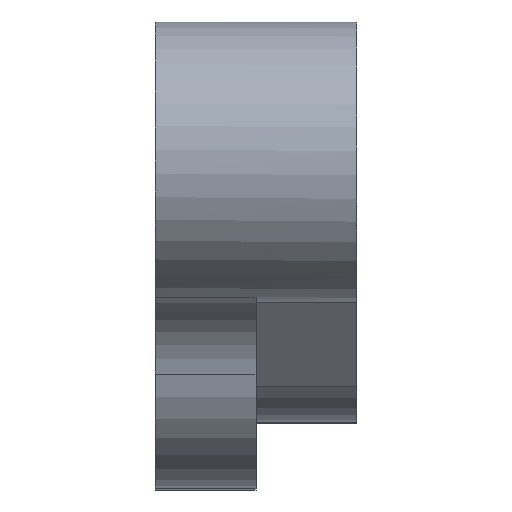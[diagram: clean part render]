
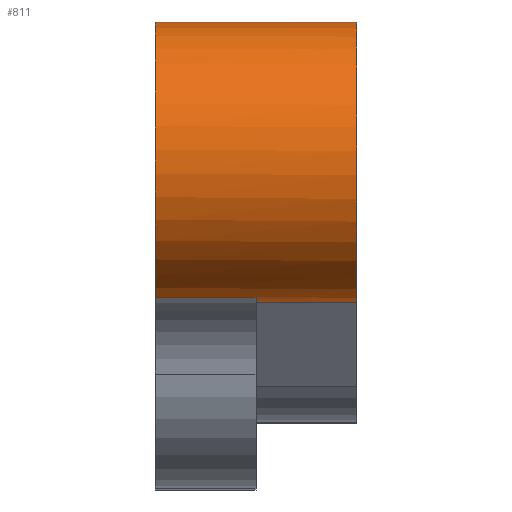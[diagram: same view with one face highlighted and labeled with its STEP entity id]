
A CAD part, top view. The second image highlights one B-rep face of the part: STEP entity #811.
In plain terms, the highlighted cylindrical face has radius 14 mm (diameter 28 mm), a partial arc.
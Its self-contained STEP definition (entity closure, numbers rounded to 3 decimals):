
#57=CARTESIAN_POINT('Line Origine',(5.,5.,109.62)) ;
#61=CARTESIAN_POINT('Vertex',(0.,5.,109.62)) ;
#63=CARTESIAN_POINT('Vertex',(10.,5.,109.62)) ;
#345=CARTESIAN_POINT('Vertex',(10.,4.463,107.017)) ;
#348=CARTESIAN_POINT('Axis2P3D Location',(10.,18.38,105.5)) ;
#610=CARTESIAN_POINT('Line Origine',(15.,4.463,107.017)) ;
#614=CARTESIAN_POINT('Vertex',(20.,4.463,107.017)) ;
#640=CARTESIAN_POINT('Vertex',(0.,30.208,98.009)) ;
#653=CARTESIAN_POINT('Axis2P3D Location',(0.,18.38,105.5)) ;
#734=CARTESIAN_POINT('Vertex',(20.,30.208,98.009)) ;
#737=CARTESIAN_POINT('Axis2P3D Location',(20.,18.38,105.5)) ;
#793=CARTESIAN_POINT('Axis2P3D Location',(5.,18.38,105.5)) ;
#798=CARTESIAN_POINT('Line Origine',(5.,30.208,98.009)) ;
#58=DIRECTION('Vector Direction',(1.,0.,0.)) ;
#349=DIRECTION('Axis2P3D Direction',(1.,0.,0.)) ;
#611=DIRECTION('Vector Direction',(1.,0.,0.)) ;
#654=DIRECTION('Axis2P3D Direction',(1.,0.,0.)) ;
#738=DIRECTION('Axis2P3D Direction',(1.,0.,0.)) ;
#794=DIRECTION('Axis2P3D Direction',(1.,0.,0.)) ;
#795=DIRECTION('Axis2P3D XDirection',(0.,0.845,-0.535)) ;
#799=DIRECTION('Vector Direction',(1.,0.,0.)) ;
#350=AXIS2_PLACEMENT_3D('Circle Axis2P3D',#348,#349,$) ;
#655=AXIS2_PLACEMENT_3D('Circle Axis2P3D',#653,#654,$) ;
#739=AXIS2_PLACEMENT_3D('Circle Axis2P3D',#737,#738,$) ;
#796=AXIS2_PLACEMENT_3D('Cylinder Axis2P3D',#793,#794,#795) ;
#804=ORIENTED_EDGE('',*,*,#802,.F.) ;
#805=ORIENTED_EDGE('',*,*,#657,.T.) ;
#806=ORIENTED_EDGE('',*,*,#65,.T.) ;
#807=ORIENTED_EDGE('',*,*,#352,.T.) ;
#808=ORIENTED_EDGE('',*,*,#616,.T.) ;
#809=ORIENTED_EDGE('',*,*,#741,.F.) ;
#59=VECTOR('Line Direction',#58,1.) ;
#612=VECTOR('Line Direction',#611,1.) ;
#800=VECTOR('Line Direction',#799,1.) ;
#811=ADVANCED_FACE('Part1.1',(#810),#797,.T.) ;
#351=CIRCLE('generated circle',#350,14.) ;
#656=CIRCLE('generated circle',#655,14.) ;
#740=CIRCLE('generated circle',#739,14.) ;
#797=CYLINDRICAL_SURFACE('generated cylinder',#796,14.) ;
#65=EDGE_CURVE('',#62,#64,#60,.T.) ;
#352=EDGE_CURVE('',#64,#346,#351,.T.) ;
#616=EDGE_CURVE('',#346,#615,#613,.T.) ;
#657=EDGE_CURVE('',#641,#62,#656,.T.) ;
#741=EDGE_CURVE('',#735,#615,#740,.T.) ;
#802=EDGE_CURVE('',#641,#735,#801,.T.) ;
#803=EDGE_LOOP('',(#804,#805,#806,#807,#808,#809)) ;
#810=FACE_OUTER_BOUND('',#803,.T.) ;
#60=LINE('Line',#57,#59) ;
#613=LINE('Line',#610,#612) ;
#801=LINE('Line',#798,#800) ;
#62=VERTEX_POINT('',#61) ;
#64=VERTEX_POINT('',#63) ;
#346=VERTEX_POINT('',#345) ;
#615=VERTEX_POINT('',#614) ;
#641=VERTEX_POINT('',#640) ;
#735=VERTEX_POINT('',#734) ;
